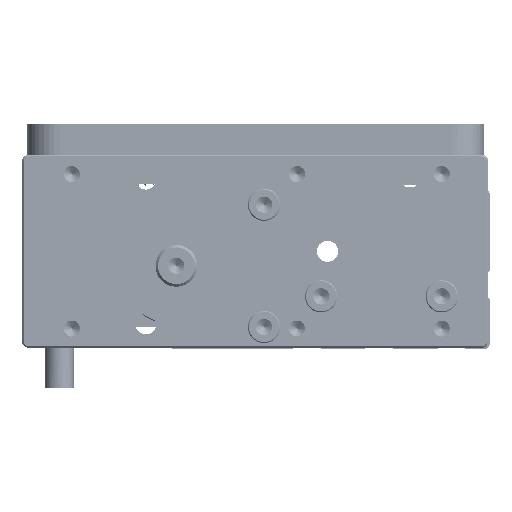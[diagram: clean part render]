
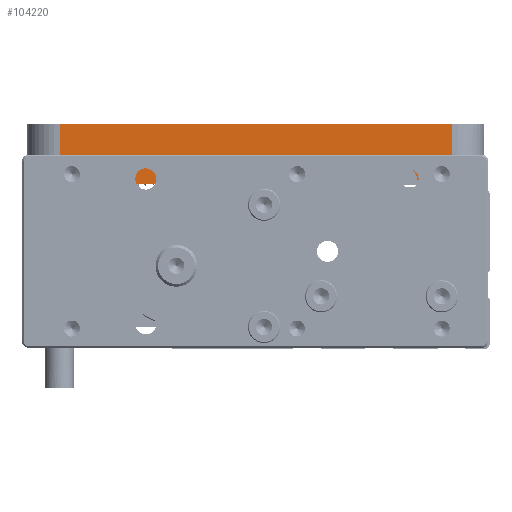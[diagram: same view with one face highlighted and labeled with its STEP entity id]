
A CAD part, left-side view. The second image highlights one B-rep face of the part: STEP entity #104220.
In plain terms, the highlighted face is planar.
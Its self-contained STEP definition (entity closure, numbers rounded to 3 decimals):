
#95 = CARTESIAN_POINT ( 'NONE',  ( 75.5, 29.5, 19. ) ) ;
#1125 = CARTESIAN_POINT ( 'NONE',  ( 75.5, -55.3, 15.5 ) ) ;
#4242 = ORIENTED_EDGE ( 'NONE', *, *, #8873, .T. ) ;
#4721 = VECTOR ( 'NONE', #76121, 1000. ) ;
#8629 = CARTESIAN_POINT ( 'NONE',  ( 75.5, 19.5, 18.5 ) ) ;
#8873 = EDGE_CURVE ( 'NONE', #102737, #62761, #38590, .T. ) ;
#10331 = VECTOR ( 'NONE', #77753, 1000. ) ;
#10498 = CARTESIAN_POINT ( 'NONE',  ( 75.5, -102.5, 19. ) ) ;
#11204 = VERTEX_POINT ( 'NONE', #24625 ) ;
#14273 = ORIENTED_EDGE ( 'NONE', *, *, #40815, .F. ) ;
#15085 = CARTESIAN_POINT ( 'NONE',  ( 75.5, -51.3, 18.5 ) ) ;
#15690 = DIRECTION ( 'NONE',  ( 0., 1., 0. ) ) ;
#16198 = LINE ( 'NONE', #92236, #115889 ) ;
#17366 = EDGE_CURVE ( 'NONE', #77456, #71339, #51724, .T. ) ;
#18718 = VECTOR ( 'NONE', #111695, 1000. ) ;
#20066 = EDGE_CURVE ( 'NONE', #102737, #62583, #114485, .T. ) ;
#22256 = EDGE_CURVE ( 'NONE', #38603, #96446, #72660, .T. ) ;
#24231 = EDGE_LOOP ( 'NONE', ( #107192, #107843, #62098, #81578, #4242, #103858, #99038, #33761, #14273, #115321, #29782, #104736 ) ) ;
#24625 = CARTESIAN_POINT ( 'NONE',  ( 75.5, -76., 19. ) ) ;
#27700 = CARTESIAN_POINT ( 'NONE',  ( 75.5, -55.3, 19. ) ) ;
#29782 = ORIENTED_EDGE ( 'NONE', *, *, #22256, .F. ) ;
#33761 = ORIENTED_EDGE ( 'NONE', *, *, #17366, .F. ) ;
#34117 = FACE_OUTER_BOUND ( 'NONE', #24231, .T. ) ;
#35315 = DIRECTION ( 'NONE',  ( 0., 1., 0. ) ) ;
#38115 = CARTESIAN_POINT ( 'NONE',  ( 75.5, 19.5, 19. ) ) ;
#38590 = LINE ( 'NONE', #10498, #53922 ) ;
#38603 = VERTEX_POINT ( 'NONE', #27700 ) ;
#39755 = CARTESIAN_POINT ( 'NONE',  ( 75.5, 0., 23. ) ) ;
#40815 = EDGE_CURVE ( 'NONE', #75866, #77456, #117074, .T. ) ;
#41542 = VECTOR ( 'NONE', #83596, 1000. ) ;
#42914 = CARTESIAN_POINT ( 'NONE',  ( 75.5, -55.3, 15.5 ) ) ;
#43420 = DIRECTION ( 'NONE',  ( 0., 0., -1. ) ) ;
#44785 = CARTESIAN_POINT ( 'NONE',  ( 75.5, -84., 19. ) ) ;
#47658 = EDGE_CURVE ( 'NONE', #73928, #65633, #102941, .T. ) ;
#49221 = CARTESIAN_POINT ( 'NONE',  ( 75.5, -51.3, 20.8 ) ) ;
#50949 = VERTEX_POINT ( 'NONE', #121962 ) ;
#51724 = LINE ( 'NONE', #71010, #91526 ) ;
#53201 = LINE ( 'NONE', #111078, #41542 ) ;
#53922 = VECTOR ( 'NONE', #66628, 1000. ) ;
#54800 = VECTOR ( 'NONE', #107748, 1000. ) ;
#62098 = ORIENTED_EDGE ( 'NONE', *, *, #62178, .F. ) ;
#62160 = VECTOR ( 'NONE', #15690, 1000. ) ;
#62169 = DIRECTION ( 'NONE',  ( -1., 0., 0. ) ) ;
#62178 = EDGE_CURVE ( 'NONE', #62583, #73928, #53201, .T. ) ;
#62583 = VERTEX_POINT ( 'NONE', #120861 ) ;
#62761 = VERTEX_POINT ( 'NONE', #113043 ) ;
#64218 = CIRCLE ( 'NONE', #113900, 8. ) ;
#65022 = CARTESIAN_POINT ( 'NONE',  ( 75.5, -101., 19. ) ) ;
#65633 = VERTEX_POINT ( 'NONE', #115190 ) ;
#66628 = DIRECTION ( 'NONE',  ( 0., 0., -1. ) ) ;
#68224 = VECTOR ( 'NONE', #43420, 1000. ) ;
#71010 = CARTESIAN_POINT ( 'NONE',  ( 75.5, -51.3, 18.5 ) ) ;
#71339 = VERTEX_POINT ( 'NONE', #8629 ) ;
#72510 = AXIS2_PLACEMENT_3D ( 'NONE', #102001, #62169, #90241 ) ;
#72660 = LINE ( 'NONE', #110695, #68224 ) ;
#73928 = VERTEX_POINT ( 'NONE', #65022 ) ;
#74250 = EDGE_CURVE ( 'NONE', #96446, #75866, #101063, .T. ) ;
#75866 = VERTEX_POINT ( 'NONE', #82543 ) ;
#76121 = DIRECTION ( 'NONE',  ( 0., 0., 1. ) ) ;
#77456 = VERTEX_POINT ( 'NONE', #15085 ) ;
#77753 = DIRECTION ( 'NONE',  ( 0., 1., 0. ) ) ;
#79951 = CARTESIAN_POINT ( 'NONE',  ( 75.5, -102.5, 23. ) ) ;
#80915 = DIRECTION ( 'NONE',  ( 1., 0., 0. ) ) ;
#81578 = ORIENTED_EDGE ( 'NONE', *, *, #20066, .F. ) ;
#82543 = CARTESIAN_POINT ( 'NONE',  ( 75.5, -51.3, 15.5 ) ) ;
#83596 = DIRECTION ( 'NONE',  ( 0., 0., -1. ) ) ;
#84500 = LINE ( 'NONE', #92039, #92834 ) ;
#85304 = EDGE_CURVE ( 'NONE', #62761, #50949, #16198, .T. ) ;
#86076 = EDGE_CURVE ( 'NONE', #65633, #11204, #64218, .T. ) ;
#90143 = EDGE_CURVE ( 'NONE', #11204, #38603, #84500, .T. ) ;
#90241 = DIRECTION ( 'NONE',  ( 0., -1., 0. ) ) ;
#91445 = PLANE ( 'NONE',  #72510 ) ;
#91526 = VECTOR ( 'NONE', #110858, 1000. ) ;
#91620 = DIRECTION ( 'NONE',  ( 0., 1., 0. ) ) ;
#92039 = CARTESIAN_POINT ( 'NONE',  ( 75.5, 29.5, 19. ) ) ;
#92236 = CARTESIAN_POINT ( 'NONE',  ( 75.5, 29.5, 0. ) ) ;
#92834 = VECTOR ( 'NONE', #35315, 1000. ) ;
#96446 = VERTEX_POINT ( 'NONE', #42914 ) ;
#97295 = LINE ( 'NONE', #38115, #4721 ) ;
#99038 = ORIENTED_EDGE ( 'NONE', *, *, #103731, .T. ) ;
#101063 = LINE ( 'NONE', #1125, #62160 ) ;
#102001 = CARTESIAN_POINT ( 'NONE',  ( 75.5, 29.5, 19. ) ) ;
#102737 = VERTEX_POINT ( 'NONE', #79951 ) ;
#102941 = LINE ( 'NONE', #95, #18718 ) ;
#103731 = EDGE_CURVE ( 'NONE', #50949, #71339, #97295, .T. ) ;
#103858 = ORIENTED_EDGE ( 'NONE', *, *, #85304, .T. ) ;
#104220 = ADVANCED_FACE ( 'NONE', ( #34117 ), #91445, .F. ) ;
#104736 = ORIENTED_EDGE ( 'NONE', *, *, #90143, .F. ) ;
#107192 = ORIENTED_EDGE ( 'NONE', *, *, #86076, .F. ) ;
#107748 = DIRECTION ( 'NONE',  ( 0., 0., 1. ) ) ;
#107843 = ORIENTED_EDGE ( 'NONE', *, *, #47658, .F. ) ;
#110695 = CARTESIAN_POINT ( 'NONE',  ( 75.5, -55.3, 20.8 ) ) ;
#110858 = DIRECTION ( 'NONE',  ( 0., 1., 0. ) ) ;
#111078 = CARTESIAN_POINT ( 'NONE',  ( 75.5, -101., 23. ) ) ;
#111695 = DIRECTION ( 'NONE',  ( 0., 1., 0. ) ) ;
#113043 = CARTESIAN_POINT ( 'NONE',  ( 75.5, -102.5, 0. ) ) ;
#113900 = AXIS2_PLACEMENT_3D ( 'NONE', #44785, #80915, #118317 ) ;
#114485 = LINE ( 'NONE', #39755, #10331 ) ;
#115190 = CARTESIAN_POINT ( 'NONE',  ( 75.5, -92., 19. ) ) ;
#115321 = ORIENTED_EDGE ( 'NONE', *, *, #74250, .F. ) ;
#115889 = VECTOR ( 'NONE', #91620, 1000. ) ;
#117074 = LINE ( 'NONE', #49221, #54800 ) ;
#118317 = DIRECTION ( 'NONE',  ( 0., -1., 0. ) ) ;
#120861 = CARTESIAN_POINT ( 'NONE',  ( 75.5, -101., 23. ) ) ;
#121962 = CARTESIAN_POINT ( 'NONE',  ( 75.5, 19.5, 0. ) ) ;
